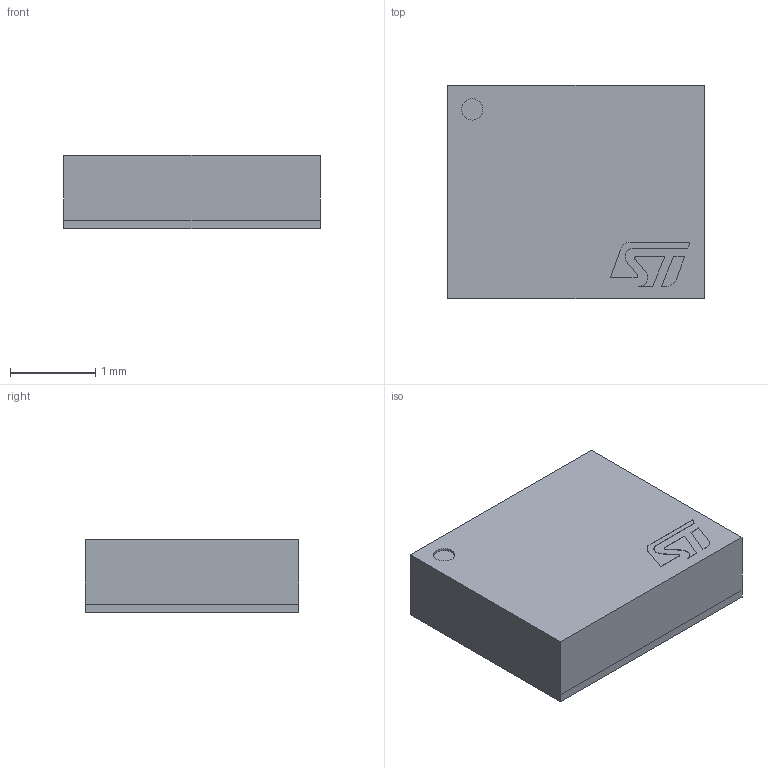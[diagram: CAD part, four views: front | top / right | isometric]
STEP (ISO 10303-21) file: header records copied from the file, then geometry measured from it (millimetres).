
FILE_DESCRIPTION(/* description */ (''),/* implementation_level */ '2;1');
FILE_NAME(/* name */ 'STMicroelectronics LSM6DSOTR - LGA-14.stp',/* time_stamp */ '2019-09-13T04:18:08-04:00',/* author */ ('Ricardo'),/* organization */ (''),/* preprocessor_version */ 'ST-DEVELOPER v18',/* originating_system */ 'Autodesk Inventor 2020',/* authorisation */ '');
FILE_SCHEMA (('AUTOMOTIVE_DESIGN { 1 0 10303 214 3 1 1 }'));
Length unit declared in the file: millimetre
Products named in the file (5): STMicroelectronics ISM330DLCTR - LGA-14L; base; body; logo; terminals
Assembly tree (4 placements, depth 2):
  STMicroelectronics ISM330DLCTR - LGA-14L
    base
    body
    logo
    terminals
Bounding box: 3 x 2.5 x 0.86 mm (x, y, z)
Volume: 6.4 mm3; surface area: 44 mm2
Topology: 19 solids, 19 shells, 180 faces, 425 edges, 284 vertices
Faces by surface type: plane 173, cylinder 7
Full cylindrical faces by diameter (mm): 0.25 x1
Entity records: 5350 total; most frequent: CARTESIAN_POINT 899, ORIENTED_EDGE 850, DIRECTION 821, EDGE_CURVE 425, LINE 409, VECTOR 409, VERTEX_POINT 284, EDGE_LOOP 209
